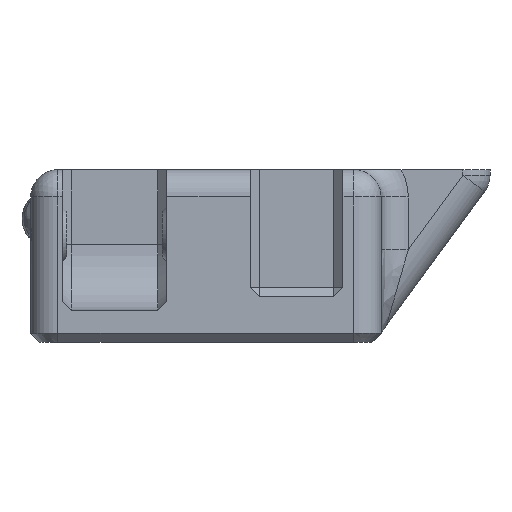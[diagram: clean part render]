
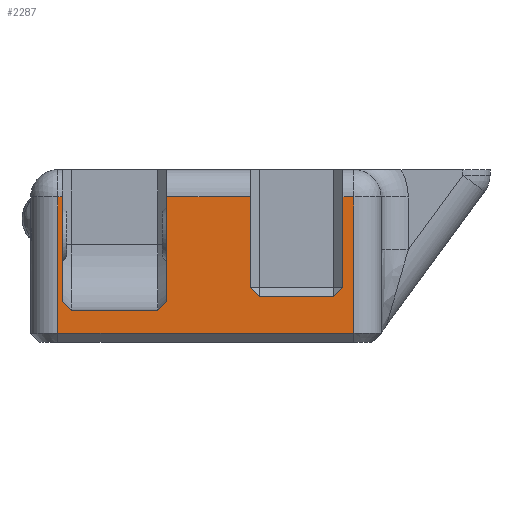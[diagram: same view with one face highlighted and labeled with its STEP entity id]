
A CAD part, left-side view. The second image highlights one B-rep face of the part: STEP entity #2287.
In plain terms, the highlighted planar face has unit normal (-1, 0, 0).
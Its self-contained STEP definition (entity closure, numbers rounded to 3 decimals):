
#75=PLANE('',#2474);
#185=LINE('',#3620,#392);
#194=LINE('',#3675,#401);
#195=LINE('',#3692,#402);
#196=LINE('',#3694,#403);
#197=LINE('',#3696,#404);
#198=LINE('',#3698,#405);
#199=LINE('',#3700,#406);
#200=LINE('',#3702,#407);
#201=LINE('',#3704,#408);
#202=LINE('',#3706,#409);
#203=LINE('',#3708,#410);
#204=LINE('',#3710,#411);
#205=LINE('',#3712,#412);
#206=LINE('',#3714,#413);
#207=LINE('',#3716,#414);
#208=LINE('',#3717,#415);
#392=VECTOR('',#2810,10.);
#401=VECTOR('',#2829,10.);
#402=VECTOR('',#2834,10.);
#403=VECTOR('',#2835,10.);
#404=VECTOR('',#2836,10.);
#405=VECTOR('',#2837,10.);
#406=VECTOR('',#2838,10.);
#407=VECTOR('',#2839,10.);
#408=VECTOR('',#2840,10.);
#409=VECTOR('',#2841,10.);
#410=VECTOR('',#2842,10.);
#411=VECTOR('',#2843,10.);
#412=VECTOR('',#2844,10.);
#413=VECTOR('',#2845,10.);
#414=VECTOR('',#2846,10.);
#415=VECTOR('',#2847,10.);
#635=FACE_OUTER_BOUND('',#778,.T.);
#778=EDGE_LOOP('',(#1724,#1725,#1726,#1727,#1728,#1729,#1730,#1731,#1732,
#1733,#1734,#1735,#1736,#1737,#1738,#1739));
#1077=VERTEX_POINT('',#3583);
#1088=VERTEX_POINT('',#3614);
#1101=VERTEX_POINT('',#3674);
#1103=VERTEX_POINT('',#3691);
#1104=VERTEX_POINT('',#3693);
#1105=VERTEX_POINT('',#3695);
#1106=VERTEX_POINT('',#3697);
#1107=VERTEX_POINT('',#3699);
#1108=VERTEX_POINT('',#3701);
#1109=VERTEX_POINT('',#3703);
#1110=VERTEX_POINT('',#3705);
#1111=VERTEX_POINT('',#3707);
#1112=VERTEX_POINT('',#3709);
#1113=VERTEX_POINT('',#3711);
#1114=VERTEX_POINT('',#3713);
#1115=VERTEX_POINT('',#3715);
#1323=EDGE_CURVE('',#1077,#1088,#185,.T.);
#1337=EDGE_CURVE('',#1088,#1101,#194,.T.);
#1341=EDGE_CURVE('',#1103,#1077,#195,.T.);
#1342=EDGE_CURVE('',#1104,#1103,#196,.T.);
#1343=EDGE_CURVE('',#1105,#1104,#197,.T.);
#1344=EDGE_CURVE('',#1106,#1105,#198,.T.);
#1345=EDGE_CURVE('',#1107,#1106,#199,.T.);
#1346=EDGE_CURVE('',#1108,#1107,#200,.T.);
#1347=EDGE_CURVE('',#1108,#1109,#201,.T.);
#1348=EDGE_CURVE('',#1110,#1109,#202,.T.);
#1349=EDGE_CURVE('',#1111,#1110,#203,.T.);
#1350=EDGE_CURVE('',#1112,#1111,#204,.T.);
#1351=EDGE_CURVE('',#1113,#1112,#205,.T.);
#1352=EDGE_CURVE('',#1114,#1113,#206,.T.);
#1353=EDGE_CURVE('',#1114,#1115,#207,.F.);
#1354=EDGE_CURVE('',#1101,#1115,#208,.T.);
#1724=ORIENTED_EDGE('',*,*,#1323,.F.);
#1725=ORIENTED_EDGE('',*,*,#1341,.F.);
#1726=ORIENTED_EDGE('',*,*,#1342,.F.);
#1727=ORIENTED_EDGE('',*,*,#1343,.F.);
#1728=ORIENTED_EDGE('',*,*,#1344,.F.);
#1729=ORIENTED_EDGE('',*,*,#1345,.F.);
#1730=ORIENTED_EDGE('',*,*,#1346,.F.);
#1731=ORIENTED_EDGE('',*,*,#1347,.T.);
#1732=ORIENTED_EDGE('',*,*,#1348,.F.);
#1733=ORIENTED_EDGE('',*,*,#1349,.F.);
#1734=ORIENTED_EDGE('',*,*,#1350,.F.);
#1735=ORIENTED_EDGE('',*,*,#1351,.F.);
#1736=ORIENTED_EDGE('',*,*,#1352,.F.);
#1737=ORIENTED_EDGE('',*,*,#1353,.T.);
#1738=ORIENTED_EDGE('',*,*,#1354,.F.);
#1739=ORIENTED_EDGE('',*,*,#1337,.F.);
#2287=ADVANCED_FACE('',(#635),#75,.T.);
#2474=AXIS2_PLACEMENT_3D('',#3690,#2832,#2833);
#2810=DIRECTION('',(0.,1.,0.));
#2829=DIRECTION('',(0.,0.,1.));
#2832=DIRECTION('center_axis',(-1.,0.,0.));
#2833=DIRECTION('ref_axis',(0.,-1.,0.));
#2834=DIRECTION('',(0.,0.,-1.));
#2835=DIRECTION('',(0.,-1.,0.));
#2836=DIRECTION('',(0.,0.,1.));
#2837=DIRECTION('',(0.,-0.707,0.707));
#2838=DIRECTION('',(0.,-1.,0.));
#2839=DIRECTION('',(0.,-0.707,-0.707));
#2840=DIRECTION('',(0.,0.,1.));
#2841=DIRECTION('',(0.,-1.,0.));
#2842=DIRECTION('',(0.,0.,1.));
#2843=DIRECTION('',(0.,-0.707,0.707));
#2844=DIRECTION('',(0.,-1.,0.));
#2845=DIRECTION('',(0.,-0.707,-0.707));
#2846=DIRECTION('',(0.,0.,-1.));
#2847=DIRECTION('',(0.,-1.,0.));
#3583=CARTESIAN_POINT('',(-32.8,-15.3,1.));
#3614=CARTESIAN_POINT('',(-32.8,17.3,1.));
#3620=CARTESIAN_POINT('',(-32.8,10.65,1.));
#3674=CARTESIAN_POINT('',(-32.8,17.3,16.));
#3675=CARTESIAN_POINT('',(-32.8,17.3,0.));
#3690=CARTESIAN_POINT('Origin',(-32.8,20.3,0.));
#3691=CARTESIAN_POINT('',(-32.8,-15.3,16.));
#3692=CARTESIAN_POINT('',(-32.8,-15.3,0.));
#3693=CARTESIAN_POINT('',(-32.8,-14.1,16.));
#3694=CARTESIAN_POINT('',(-32.8,10.65,16.));
#3695=CARTESIAN_POINT('',(-32.8,-14.1,6.));
#3696=CARTESIAN_POINT('',(-32.8,-14.1,5.));
#3697=CARTESIAN_POINT('',(-32.8,-13.1,5.));
#3698=CARTESIAN_POINT('',(-32.8,-3.75,-4.35));
#3699=CARTESIAN_POINT('',(-32.8,-4.9,5.));
#3700=CARTESIAN_POINT('',(-32.8,-18.3,5.));
#3701=CARTESIAN_POINT('',(-32.8,-3.9,6.));
#3702=CARTESIAN_POINT('',(-32.8,0.4,10.3));
#3703=CARTESIAN_POINT('',(-32.8,-3.9,16.));
#3704=CARTESIAN_POINT('',(-32.8,-3.9,5.));
#3705=CARTESIAN_POINT('',(-32.8,5.3,16.));
#3706=CARTESIAN_POINT('',(-32.8,10.65,16.));
#3707=CARTESIAN_POINT('',(-32.8,5.3,4.5));
#3708=CARTESIAN_POINT('',(-32.8,5.3,2.5));
#3709=CARTESIAN_POINT('',(-32.8,6.3,3.5));
#3710=CARTESIAN_POINT('',(-32.8,10.425,-0.625));
#3711=CARTESIAN_POINT('',(-32.8,15.8,3.5));
#3712=CARTESIAN_POINT('',(-32.8,10.65,3.5));
#3713=CARTESIAN_POINT('',(-32.8,16.8,4.5));
#3714=CARTESIAN_POINT('',(-32.8,16.3,4.));
#3715=CARTESIAN_POINT('',(-32.8,16.8,16.));
#3716=CARTESIAN_POINT('',(-32.8,16.8,2.5));
#3717=CARTESIAN_POINT('',(-32.8,10.65,16.));
